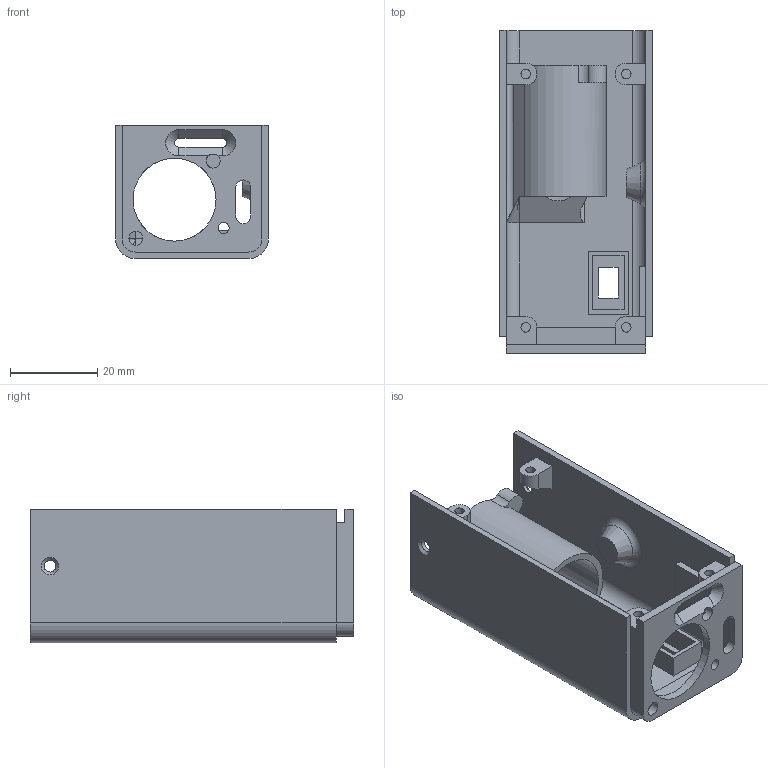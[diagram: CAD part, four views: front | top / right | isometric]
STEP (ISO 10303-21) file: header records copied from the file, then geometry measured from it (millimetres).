
FILE_DESCRIPTION(/* description */ (''),/* implementation_level */ '2;1');
FILE_NAME(/* name */ 'case.stp',/* time_stamp */ '2024-08-03T20:40:05-07:00',/* author */ ('devan'),/* organization */ (''),/* preprocessor_version */ 'ST-DEVELOPER v20',/* originating_system */ 'Autodesk Inventor 2024',/* authorisation */ '');
FILE_SCHEMA (('AUTOMOTIVE_DESIGN { 1 0 10303 214 3 1 1 }'));
Length unit declared in the file: millimetre
Products named in the file (1): v3
Bounding box: 35 x 74 x 30.5 mm (x, y, z)
Volume: 17334.6 mm3; surface area: 18476.5 mm2
Topology: 1 solids, 1 shells, 124 faces, 324 edges, 211 vertices
Faces by surface type: plane 80, cylinder 37, cone 6, torus 1
Full cylindrical faces by diameter (mm): 2.2 x6, 2.5 x1, 2.7 x2, 3.2 x2, 5.85 x1, 19 x2
Entity records: 3883 total; most frequent: DIRECTION 670, CARTESIAN_POINT 659, ORIENTED_EDGE 646, EDGE_CURVE 323, LINE 226, VECTOR 226, AXIS2_PLACEMENT_3D 222, VERTEX_POINT 211
